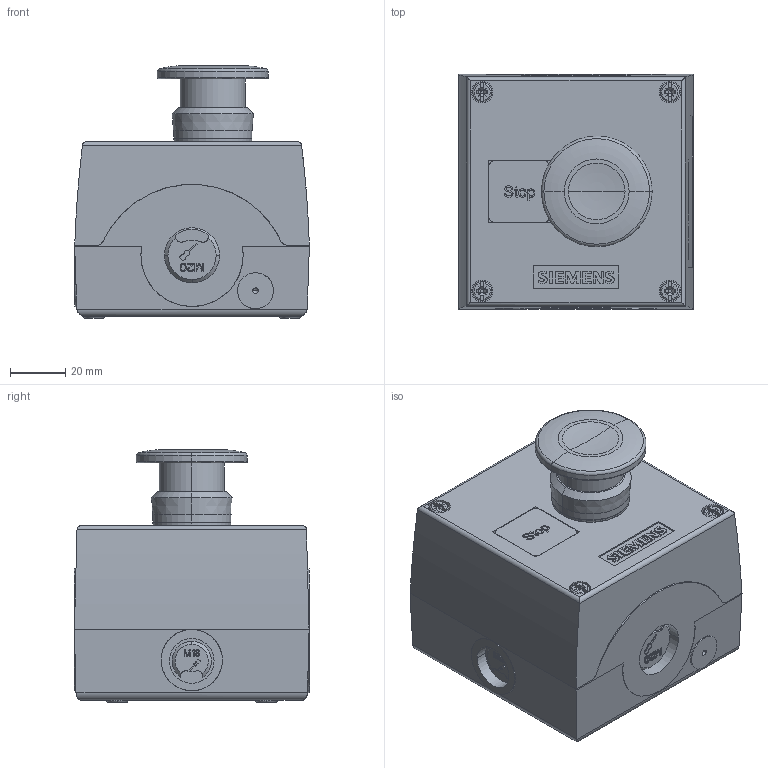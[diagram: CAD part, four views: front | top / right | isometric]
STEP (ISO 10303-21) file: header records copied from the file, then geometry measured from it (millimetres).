
FILE_DESCRIPTION(('STEP AP214'),'1');
FILE_NAME('cctmp_F3806FCC-9F16-4A1F-A951-1F2CAF697699_2023_07_21_16_26_27_0903..stp','2023-07-21T14:26:29',('SIEMENS A&D'),('CADClick - www.CADClick.com'),'Spatial InterOp 3D postprocessed',' ','unknown authorization');
FILE_SCHEMA(('AUTOMOTIVE_DESIGN'));
Length unit declared in the file: millimetre
Products named in the file (3): cc_unnamed; 2023_07_21_16_26_27_0837; 2023_07_21_16_26_27_0833
Assembly tree (2 placements, depth 2):
  cc_unnamed
    2023_07_21_16_26_27_0837
    2023_07_21_16_26_27_0833
Bounding box: 85.06 x 85.2 x 91.5 mm (x, y, z)
Volume: 420478.3 mm3; surface area: 61222.9 mm2
Topology: 2 solids, 4 shells, 1618 faces, 4485 edges, 2971 vertices
Faces by surface type: plane 1156, cylinder 302, extrusion 90, cone 44, torus 24, sphere 2
Entity records: 64574 total; most frequent: CARTESIAN_POINT 14138, ORIENTED_EDGE 8962, DIRECTION 7853, EDGE_CURVE 4481, VECTOR 3457, LINE 3367, VERTEX_POINT 2971, STYLED_ITEM 2694
